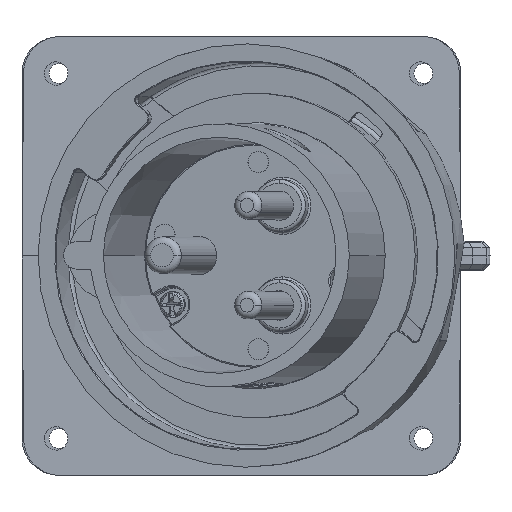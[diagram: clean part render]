
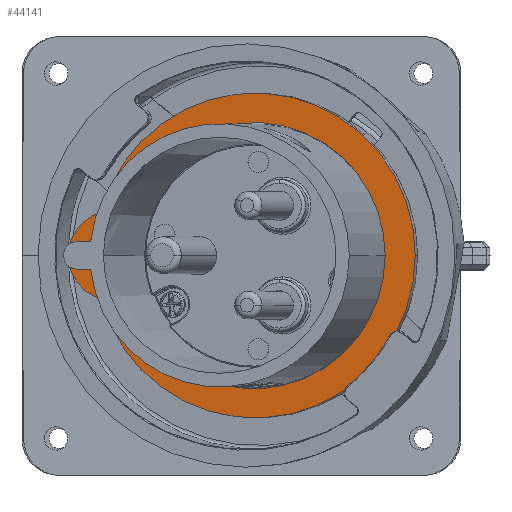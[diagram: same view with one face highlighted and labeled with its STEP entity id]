
A CAD part, top view. The second image highlights one B-rep face of the part: STEP entity #44141.
In plain terms, the highlighted planar face has unit normal (-0.174, 0, 0.985).
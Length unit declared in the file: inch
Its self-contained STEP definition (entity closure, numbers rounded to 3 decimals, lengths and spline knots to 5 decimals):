
#97 = LINE ( 'NONE', #4729, #79556 ) ;
#2982 = CARTESIAN_POINT ( 'NONE',  ( 1.23813, 1.87616, 2.29548 ) ) ;
#4729 = CARTESIAN_POINT ( 'NONE',  ( -0.24416, 1.73848, 2.03411 ) ) ;
#7711 = LINE ( 'NONE', #8461, #52705 ) ;
#8461 = CARTESIAN_POINT ( 'NONE',  ( -0.24416, 2.01385, 2.03411 ) ) ;
#9265 = DIRECTION ( 'NONE',  ( -0.985, 0., -0.174 ) ) ;
#10562 = DIRECTION ( 'NONE',  ( 0.174, 0., -0.985 ) ) ;
#12943 = EDGE_CURVE ( 'NONE', #20009, #70656, #84790, .T. ) ;
#12960 = DIRECTION ( 'NONE',  ( 0.174, 0., -0.985 ) ) ;
#13856 = FACE_OUTER_BOUND ( 'NONE', #65691, .T. ) ;
#14274 = EDGE_CURVE ( 'NONE', #70656, #76712, #7711, .T. ) ;
#14562 = AXIS2_PLACEMENT_3D ( 'NONE', #30470, #78459, #37344 ) ;
#15079 = DIRECTION ( 'NONE',  ( 0.174, 0., -0.985 ) ) ;
#18113 = ORIENTED_EDGE ( 'NONE', *, *, #28948, .T. ) ;
#20009 = VERTEX_POINT ( 'NONE', #45174 ) ;
#20968 = CARTESIAN_POINT ( 'NONE',  ( -0.13939, 1.875, 2.05258 ) ) ;
#21117 = DIRECTION ( 'NONE',  ( -0.985, 0., -0.174 ) ) ;
#24328 = CIRCLE ( 'NONE', #63455, 1.138 ) ;
#25153 = EDGE_CURVE ( 'NONE', #34938, #63088, #40376, .T. ) ;
#25190 = AXIS2_PLACEMENT_3D ( 'NONE', #29694, #36571, #9265 ) ;
#25370 = ORIENTED_EDGE ( 'NONE', *, *, #25153, .T. ) ;
#26785 = DIRECTION ( 'NONE',  ( -0.985, 0., -0.174 ) ) ;
#28948 = EDGE_CURVE ( 'NONE', #63088, #20009, #97, .T. ) ;
#29694 = CARTESIAN_POINT ( 'NONE',  ( -0.12992, 1.87616, 2.05425 ) ) ;
#30470 = CARTESIAN_POINT ( 'NONE',  ( -0.12992, 1.87616, 2.05425 ) ) ;
#30474 = CARTESIAN_POINT ( 'NONE',  ( -1.44927, 2.24355, 1.82162 ) ) ;
#31640 = CARTESIAN_POINT ( 'NONE',  ( -1.44927, 1.50877, 1.82162 ) ) ;
#33855 = ORIENTED_EDGE ( 'NONE', *, *, #41390, .T. ) ;
#34938 = VERTEX_POINT ( 'NONE', #54756 ) ;
#36571 = DIRECTION ( 'NONE',  ( 0.174, 0., -0.985 ) ) ;
#37344 = DIRECTION ( 'NONE',  ( -0.985, 0., -0.174 ) ) ;
#38599 = CARTESIAN_POINT ( 'NONE',  ( -1.25201, 1.73848, 1.8564 ) ) ;
#38951 = CARTESIAN_POINT ( 'NONE',  ( -0.24416, 1.87616, 2.03411 ) ) ;
#40376 = CIRCLE ( 'NONE', #62184, 1.138 ) ;
#41390 = EDGE_CURVE ( 'NONE', #76712, #34938, #24328, .T. ) ;
#42276 = VERTEX_POINT ( 'NONE', #2982 ) ;
#43190 = CARTESIAN_POINT ( 'NONE',  ( -1.35306, 2.01385, 1.83858 ) ) ;
#44141 = ADVANCED_FACE ( 'NONE', ( #73865, #13856 ), #65701, .F. ) ;
#45174 = CARTESIAN_POINT ( 'NONE',  ( -1.35306, 1.73848, 1.83858 ) ) ;
#52705 = VECTOR ( 'NONE', #56390, 39.37008 ) ;
#53949 = CARTESIAN_POINT ( 'NONE',  ( -1.35306, 1.87616, 1.83858 ) ) ;
#54756 = CARTESIAN_POINT ( 'NONE',  ( 0.98132, 1.875, 2.2502 ) ) ;
#55422 = AXIS2_PLACEMENT_3D ( 'NONE', #82745, #74873, #81549 ) ;
#56071 = CARTESIAN_POINT ( 'NONE',  ( -0.13939, 1.875, 2.05258 ) ) ;
#56390 = DIRECTION ( 'NONE',  ( 0.985, 0., 0.174 ) ) ;
#56886 = ORIENTED_EDGE ( 'NONE', *, *, #75699, .F. ) ;
#57257 = CIRCLE ( 'NONE', #67995, 0.38016 ) ;
#58530 = ORIENTED_EDGE ( 'NONE', *, *, #67002, .F. ) ;
#60768 = VERTEX_POINT ( 'NONE', #31640 ) ;
#62184 = AXIS2_PLACEMENT_3D ( 'NONE', #20968, #75800, #83026 ) ;
#63088 = VERTEX_POINT ( 'NONE', #38599 ) ;
#63455 = AXIS2_PLACEMENT_3D ( 'NONE', #56071, #15079, #21117 ) ;
#63825 = EDGE_CURVE ( 'NONE', #42276, #60768, #79310, .T. ) ;
#63888 = CARTESIAN_POINT ( 'NONE',  ( -1.25173, 2.01385, 1.85645 ) ) ;
#65691 = EDGE_LOOP ( 'NONE', ( #58530, #56886, #83815 ) ) ;
#65701 = PLANE ( 'NONE',  #67137 ) ;
#66548 = DIRECTION ( 'NONE',  ( -0.985, 0., -0.174 ) ) ;
#67002 = EDGE_CURVE ( 'NONE', #83523, #42276, #84998, .T. ) ;
#67137 = AXIS2_PLACEMENT_3D ( 'NONE', #38951, #10562, #79839 ) ;
#67995 = AXIS2_PLACEMENT_3D ( 'NONE', #53949, #12960, #26785 ) ;
#70656 = VERTEX_POINT ( 'NONE', #43190 ) ;
#71212 = ORIENTED_EDGE ( 'NONE', *, *, #12943, .T. ) ;
#72047 = ORIENTED_EDGE ( 'NONE', *, *, #14274, .T. ) ;
#73865 = FACE_BOUND ( 'NONE', #87379, .T. ) ;
#74873 = DIRECTION ( 'NONE',  ( 0.174, 0., -0.985 ) ) ;
#75699 = EDGE_CURVE ( 'NONE', #60768, #83523, #57257, .T. ) ;
#75800 = DIRECTION ( 'NONE',  ( 0.174, 0., -0.985 ) ) ;
#76712 = VERTEX_POINT ( 'NONE', #63888 ) ;
#78459 = DIRECTION ( 'NONE',  ( 0.174, 0., -0.985 ) ) ;
#79310 = CIRCLE ( 'NONE', #25190, 1.38916 ) ;
#79556 = VECTOR ( 'NONE', #66548, 39.37008 ) ;
#79839 = DIRECTION ( 'NONE',  ( -0.985, 0., -0.174 ) ) ;
#81549 = DIRECTION ( 'NONE',  ( -0.985, 0., -0.174 ) ) ;
#82745 = CARTESIAN_POINT ( 'NONE',  ( -1.35306, 1.87616, 1.83858 ) ) ;
#83026 = DIRECTION ( 'NONE',  ( -0.985, 0., -0.174 ) ) ;
#83523 = VERTEX_POINT ( 'NONE', #30474 ) ;
#83815 = ORIENTED_EDGE ( 'NONE', *, *, #63825, .F. ) ;
#84790 = CIRCLE ( 'NONE', #55422, 0.13769 ) ;
#84998 = CIRCLE ( 'NONE', #14562, 1.38916 ) ;
#87379 = EDGE_LOOP ( 'NONE', ( #71212, #72047, #33855, #25370, #18113 ) ) ;
